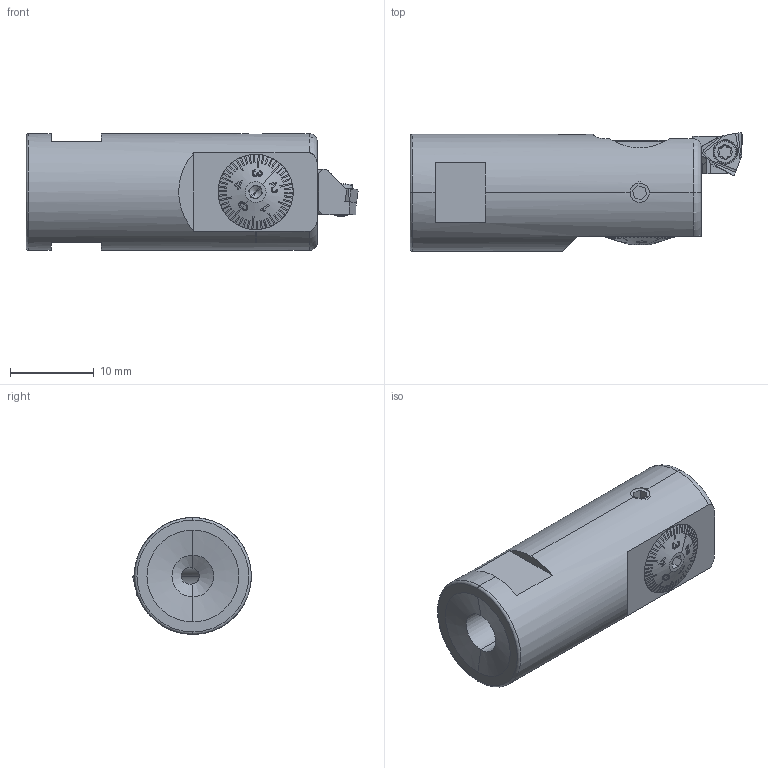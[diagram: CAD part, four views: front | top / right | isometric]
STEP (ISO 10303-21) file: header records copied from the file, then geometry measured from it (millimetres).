
FILE_DESCRIPTION (( 'STEP AP203' ), '1' );
FILE_NAME ('300.014.015.040.STEP', '2024-08-27T07:44:55', ( '' ), ( '' ), 'SwSTEP 2.0', 'SolidWorks 2022', '' );
FILE_SCHEMA (( 'CONFIG_CONTROL_DESIGN' ));
Length unit declared in the file: millimetre
Products named in the file (15): DIN 3771 - 8x0.5; F14-BG2.001.000_A; ISO 14581 - M2.5x4; F14-WWA.001.004; ISO 4766 - M3 x 2; F14-BG1.001.009_B; ISO 2338 - 1.5 h8 x 4; HS6-F14.K11.040_A; F14-BG3.001.007_A; WWA-ER2.001.004_A; WWA-SFH.020.004; 300.014.015.040; ISO 2338 - 1 h8 x 4; F14-WWA.001.004_C; F14-BG3.003.004_A
Assembly tree (14 placements, depth 3):
  300.014.015.040
    HS6-F14.K11.040_A
    F14-BG1.001.009_B
    F14-BG3.003.004_A
    F14-BG2.001.000_A
    F14-BG3.001.007_A
    ISO 2338 - 1.5 h8 x 4
    ISO 2338 - 1 h8 x 4
    DIN 3771 - 8x0.5
    ISO 4766 - M3 x 2
    F14-WWA.001.004
      F14-WWA.001.004_C
      WWA-SFH.020.004
      WWA-ER2.001.004_A
    ISO 14581 - M2.5x4
Bounding box: 39.76 x 14.2 x 14 mm (x, y, z)
Volume: 4755.8 mm3; surface area: 3932.2 mm2
Topology: 13 solids, 13 shells, 654 faces, 1762 edges, 1141 vertices
Faces by surface type: plane 397, cylinder 124, cone 70, bspline 35, torus 28
Entity records: 24114 total; most frequent: CARTESIAN_POINT 6768, ORIENTED_EDGE 3512, DIRECTION 2999, EDGE_CURVE 1756, VERTEX_POINT 1141, AXIS2_PLACEMENT_3D 1033, VECTOR 933, LINE 933
